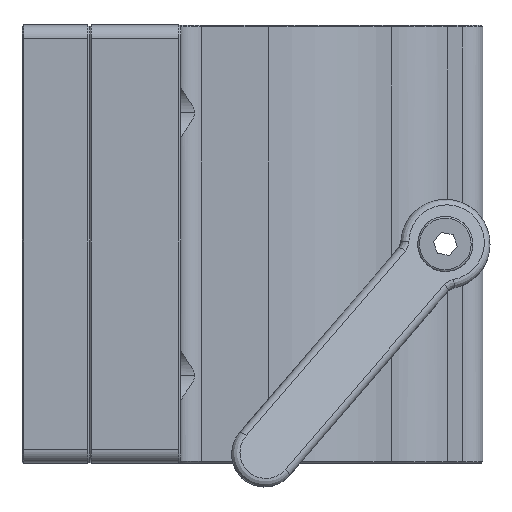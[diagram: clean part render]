
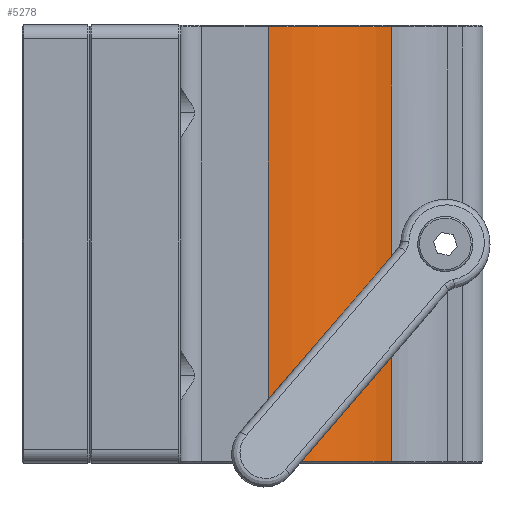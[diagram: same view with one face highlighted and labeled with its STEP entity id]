
A CAD part, top view. The second image highlights one B-rep face of the part: STEP entity #5278.
In plain terms, the highlighted cylindrical face has radius 22.1 mm (diameter 44.2 mm), a partial arc.
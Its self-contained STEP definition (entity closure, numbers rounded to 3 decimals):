
#282 = CARTESIAN_POINT ( 'NONE',  ( 37.167, 31.5, 13.012 ) ) ;
#919 = DIRECTION ( 'NONE',  ( 0., 1., 0. ) ) ;
#1836 = CARTESIAN_POINT ( 'NONE',  ( 19.304, -31.75, 22.1 ) ) ;
#1902 = AXIS2_PLACEMENT_3D ( 'NONE', #4293, #9254, #14198 ) ;
#2374 = VERTEX_POINT ( 'NONE', #9049 ) ;
#3414 = DIRECTION ( 'NONE',  ( 0., 0., 1. ) ) ;
#3433 = AXIS2_PLACEMENT_3D ( 'NONE', #4555, #14779, #3414 ) ;
#4293 = CARTESIAN_POINT ( 'NONE',  ( 19.304, -31.75, 0. ) ) ;
#4306 = DIRECTION ( 'NONE',  ( 0., 0., -1. ) ) ;
#4555 = CARTESIAN_POINT ( 'NONE',  ( 19.304, -31.5, 0. ) ) ;
#4895 = EDGE_CURVE ( 'NONE', #6861, #12138, #14461, .T. ) ;
#4931 = CIRCLE ( 'NONE', #7788, 22.1 ) ;
#5278 = ADVANCED_FACE ( 'NONE', ( #10540 ), #6964, .T. ) ;
#5537 = CARTESIAN_POINT ( 'NONE',  ( 19.304, 31.5, 0. ) ) ;
#5674 = CARTESIAN_POINT ( 'NONE',  ( 37.167, -31.5, 13.012 ) ) ;
#6344 = EDGE_CURVE ( 'NONE', #7455, #6861, #15884, .T. ) ;
#6861 = VERTEX_POINT ( 'NONE', #5674 ) ;
#6964 = CYLINDRICAL_SURFACE ( 'NONE', #1902, 22.1 ) ;
#7067 = VECTOR ( 'NONE', #919, 1000. ) ;
#7455 = VERTEX_POINT ( 'NONE', #14204 ) ;
#7656 = ORIENTED_EDGE ( 'NONE', *, *, #13470, .T. ) ;
#7788 = AXIS2_PLACEMENT_3D ( 'NONE', #5537, #15427, #4306 ) ;
#8554 = ORIENTED_EDGE ( 'NONE', *, *, #4895, .T. ) ;
#9049 = CARTESIAN_POINT ( 'NONE',  ( 19.304, 31.5, 22.1 ) ) ;
#9254 = DIRECTION ( 'NONE',  ( 0., 1., 0. ) ) ;
#9545 = LINE ( 'NONE', #1836, #10627 ) ;
#10540 = FACE_OUTER_BOUND ( 'NONE', #14842, .T. ) ;
#10627 = VECTOR ( 'NONE', #11741, 1000. ) ;
#11741 = DIRECTION ( 'NONE',  ( 0., 1., 0. ) ) ;
#12032 = CARTESIAN_POINT ( 'NONE',  ( 37.167, -31.75, 13.012 ) ) ;
#12058 = ORIENTED_EDGE ( 'NONE', *, *, #15153, .F. ) ;
#12138 = VERTEX_POINT ( 'NONE', #282 ) ;
#13470 = EDGE_CURVE ( 'NONE', #12138, #2374, #4931, .T. ) ;
#14198 = DIRECTION ( 'NONE',  ( 0., 0., 1. ) ) ;
#14204 = CARTESIAN_POINT ( 'NONE',  ( 19.304, -31.5, 22.1 ) ) ;
#14461 = LINE ( 'NONE', #12032, #7067 ) ;
#14606 = ORIENTED_EDGE ( 'NONE', *, *, #6344, .T. ) ;
#14779 = DIRECTION ( 'NONE',  ( 0., 1., 0. ) ) ;
#14842 = EDGE_LOOP ( 'NONE', ( #12058, #14606, #8554, #7656 ) ) ;
#15153 = EDGE_CURVE ( 'NONE', #7455, #2374, #9545, .T. ) ;
#15427 = DIRECTION ( 'NONE',  ( 0., -1., 0. ) ) ;
#15884 = CIRCLE ( 'NONE', #3433, 22.1 ) ;
